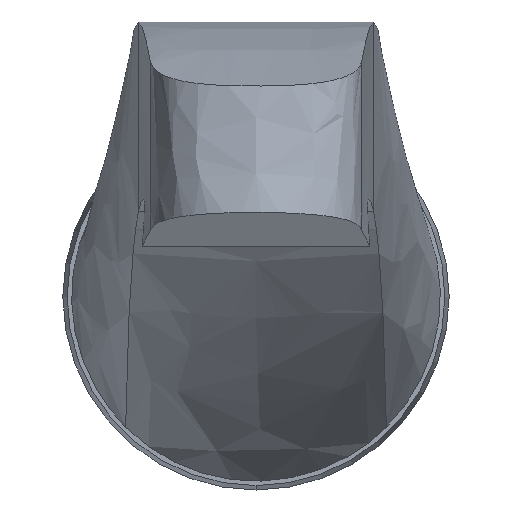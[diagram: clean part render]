
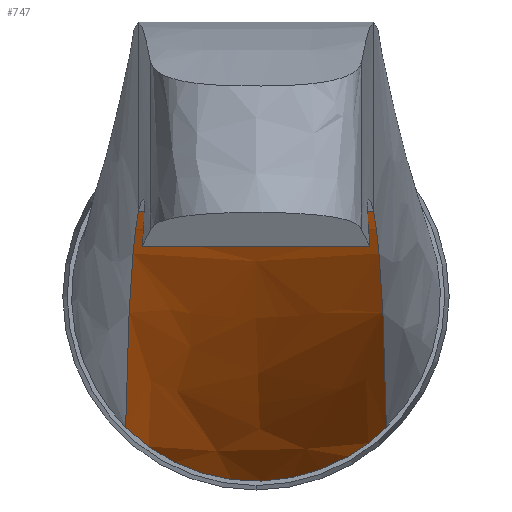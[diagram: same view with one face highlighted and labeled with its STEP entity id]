
A CAD part, top view. The second image highlights one B-rep face of the part: STEP entity #747.
In plain terms, the highlighted free-form (B-spline) face has degree [3, 3] with [15, 5] control points.
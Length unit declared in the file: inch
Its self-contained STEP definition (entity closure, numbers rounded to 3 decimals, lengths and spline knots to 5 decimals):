
#186=CARTESIAN_POINT('',(0.25,0.39692,0.92808));
#188=CARTESIAN_POINT('',(0.25,0.39692,0.92808));
#189=CARTESIAN_POINT('',(0.25,0.35643,0.88758));
#190=CARTESIAN_POINT('',(0.25,0.28075,0.80128));
#191=CARTESIAN_POINT('',(0.25,0.18509,0.65813));
#192=CARTESIAN_POINT('',(0.25,0.10894,0.50371));
#193=CARTESIAN_POINT('',(0.25,0.0536,0.34067));
#194=CARTESIAN_POINT('',(0.25,0.02001,0.17181));
#195=CARTESIAN_POINT('',(0.25,0.00875,0.));
#196=CARTESIAN_POINT('',(0.25,0.02001,-0.17181));
#197=CARTESIAN_POINT('',(0.25,0.0536,-0.34067));
#198=CARTESIAN_POINT('',(0.25,0.10894,-0.50371));
#199=CARTESIAN_POINT('',(0.25,0.18509,-0.65813));
#200=CARTESIAN_POINT('',(0.25,0.28075,-0.80128));
#201=CARTESIAN_POINT('',(0.25,0.35643,-0.88758));
#202=CARTESIAN_POINT('',(0.25,0.39692,-0.92808));
#236=CARTESIAN_POINT('',(0.25,0.39692,-0.92808));
#237=CARTESIAN_POINT('',(0.99744,0.71316,
-0.92335));
#238=CARTESIAN_POINT('',(2.50582,1.34526,-0.90353));
#239=CARTESIAN_POINT('',(4.03338,1.7919,-0.86297));
#240=CARTESIAN_POINT('',(4.8,1.9225,-0.8375));
#242=CARTESIAN_POINT('',(0.25,0.39692,0.92808));
#243=CARTESIAN_POINT('',(0.99744,0.71316,
0.92335));
#244=CARTESIAN_POINT('',(2.50582,1.34526,0.90353));
#245=CARTESIAN_POINT('',(4.03338,1.7919,0.86297));
#246=CARTESIAN_POINT('',(4.8,1.9225,0.8375));
#314=DIRECTION('',(0.,0.,-1.));
#315=VECTOR('',#314,1.675);
#316=CARTESIAN_POINT('',(4.8,1.9225,0.8375));
#317=LINE('',#316,#315);
#448=VERTEX_POINT('',#186);
#449=VERTEX_POINT('',#202);
#452=VERTEX_POINT('',#246);
#453=VERTEX_POINT('',#240);
#663=CARTESIAN_POINT('',(0.20673,0.39447,
0.94365));
#664=CARTESIAN_POINT('',(0.96839,0.71252,
0.94));
#665=CARTESIAN_POINT('',(2.50674,1.35213,0.92137));
#666=CARTESIAN_POINT('',(4.06492,1.80204,0.88006));
#667=CARTESIAN_POINT('',(4.84739,1.93039,0.85371));
#668=CARTESIAN_POINT('',(0.20674,0.34734,
0.89893));
#669=CARTESIAN_POINT('',(0.96821,0.67808,
0.89235));
#670=CARTESIAN_POINT('',(2.50637,1.33827,0.8695));
#671=CARTESIAN_POINT('',(4.06474,1.79918,0.82726));
#672=CARTESIAN_POINT('',(4.8474,1.93058,0.80127));
#673=CARTESIAN_POINT('',(0.20677,0.26474,
0.80798));
#674=CARTESIAN_POINT('',(0.96774,0.61813,
0.7973));
#675=CARTESIAN_POINT('',(2.50538,1.31482,0.76902));
#676=CARTESIAN_POINT('',(4.06426,1.79462,0.7269));
#677=CARTESIAN_POINT('',(4.84743,1.93088,0.70237));
#678=CARTESIAN_POINT('',(0.20682,0.16341,
0.65887));
#679=CARTESIAN_POINT('',(0.96687,0.54531,
0.64576));
#680=CARTESIAN_POINT('',(2.50356,1.28748,0.61567));
#681=CARTESIAN_POINT('',(4.06337,1.78976,0.5779));
#682=CARTESIAN_POINT('',(4.84748,1.9312,0.55707));
#683=CARTESIAN_POINT('',(0.20687,0.08601,
0.50442));
#684=CARTESIAN_POINT('',(0.96605,0.49,
0.49186));
#685=CARTESIAN_POINT('',(2.50185,1.26724,0.46486));
#686=CARTESIAN_POINT('',(4.06253,1.7864,0.43409));
#687=CARTESIAN_POINT('',(4.84754,1.93142,0.41776));
#688=CARTESIAN_POINT('',(0.20691,0.02975,
0.34122));
#689=CARTESIAN_POINT('',(0.96538,0.44997,
0.33152));
#690=CARTESIAN_POINT('',(2.50044,1.25286,0.31135));
#691=CARTESIAN_POINT('',(4.06184,1.78412,0.28969));
#692=CARTESIAN_POINT('',(4.84758,1.93157,0.27849));
#693=CARTESIAN_POINT('',(0.20693,-0.0044,
0.1721));
#694=CARTESIAN_POINT('',(0.96494,0.42572,
0.16684));
#695=CARTESIAN_POINT('',(2.49952,1.24425,0.1561));
#696=CARTESIAN_POINT('',(4.06139,1.78281,0.14493));
#697=CARTESIAN_POINT('',(4.84761,1.93166,0.13924));
#698=CARTESIAN_POINT('',(0.20694,-0.01585,0.));
#699=CARTESIAN_POINT('',(0.96479,0.41761,0.));
#700=CARTESIAN_POINT('',(2.49921,1.24138,0.));
#701=CARTESIAN_POINT('',(4.06124,1.78238,0.));
#702=CARTESIAN_POINT('',(4.84762,1.93169,0.));
#703=CARTESIAN_POINT('',(0.20693,-0.0044,
-0.1721));
#704=CARTESIAN_POINT('',(0.96494,0.42572,
-0.16684));
#705=CARTESIAN_POINT('',(2.49952,1.24425,-0.1561));
#706=CARTESIAN_POINT('',(4.06139,1.78281,-0.14493));
#707=CARTESIAN_POINT('',(4.84761,1.93166,-0.13924));
#708=CARTESIAN_POINT('',(0.20691,0.02975,
-0.34122));
#709=CARTESIAN_POINT('',(0.96538,0.44997,
-0.33152));
#710=CARTESIAN_POINT('',(2.50044,1.25286,-0.31135));
#711=CARTESIAN_POINT('',(4.06184,1.78412,-0.28969));
#712=CARTESIAN_POINT('',(4.84758,1.93157,-0.27849));
#713=CARTESIAN_POINT('',(0.20687,0.08601,
-0.50442));
#714=CARTESIAN_POINT('',(0.96605,0.49,
-0.49186));
#715=CARTESIAN_POINT('',(2.50185,1.26724,-0.46486));
#716=CARTESIAN_POINT('',(4.06253,1.7864,-0.43409));
#717=CARTESIAN_POINT('',(4.84754,1.93142,-0.41776));
#718=CARTESIAN_POINT('',(0.20682,0.16341,
-0.65887));
#719=CARTESIAN_POINT('',(0.96687,0.54531,
-0.64576));
#720=CARTESIAN_POINT('',(2.50356,1.28748,-0.61567));
#721=CARTESIAN_POINT('',(4.06337,1.78976,-0.5779));
#722=CARTESIAN_POINT('',(4.84748,1.9312,-0.55707));
#723=CARTESIAN_POINT('',(0.20677,0.26473,
-0.80796));
#724=CARTESIAN_POINT('',(0.96774,0.61812,
-0.79728));
#725=CARTESIAN_POINT('',(2.50538,1.31481,-0.76899));
#726=CARTESIAN_POINT('',(4.06426,1.79461,-0.72688));
#727=CARTESIAN_POINT('',(4.84743,1.93088,-0.70234));
#728=CARTESIAN_POINT('',(0.20674,0.3473,
-0.89889));
#729=CARTESIAN_POINT('',(0.96821,0.67805,
-0.8923));
#730=CARTESIAN_POINT('',(2.50637,1.33826,-0.86945));
#731=CARTESIAN_POINT('',(4.06474,1.79917,-0.82721));
#732=CARTESIAN_POINT('',(4.8474,1.93058,-0.80122));
#733=CARTESIAN_POINT('',(0.20673,0.39441,
-0.94359));
#734=CARTESIAN_POINT('',(0.96839,0.71248,
-0.93994));
#735=CARTESIAN_POINT('',(2.50674,1.35211,-0.9213));
#736=CARTESIAN_POINT('',(4.06492,1.80203,-0.87999));
#737=CARTESIAN_POINT('',(4.84739,1.93039,-0.85364));
#738=B_SPLINE_SURFACE_WITH_KNOTS('',3,3,((#663,#664,#665,#666,#667),(#668,#669,
#670,#671,#672),(#673,#674,#675,#676,#677),(#678,#679,#680,#681,#682),(#683,
#684,#685,#686,#687),(#688,#689,#690,#691,#692),(#693,#694,#695,#696,#697),
(#698,#699,#700,#701,#702),(#703,#704,#705,#706,#707),(#708,#709,#710,#711,
#712),(#713,#714,#715,#716,#717),(#718,#719,#720,#721,#722),(#723,#724,#725,
#726,#727),(#728,#729,#730,#731,#732),(#733,#734,#735,#736,#737)),.UNSPECIFIED.,
.F.,.F.,.F.,(4,1,1,1,1,1,1,1,1,1,1,1,4),(4,1,4),(-0.01063,
0.08333,0.16667,0.25,0.33333,0.41667,
0.5,0.58333,0.66667,0.75,0.83333,
0.91667,1.01058),(-0.04441,2.30099,
4.64939),.UNSPECIFIED.);
#739=ORIENTED_EDGE('',*,*,#479,.F.);
#741=ORIENTED_EDGE('',*,*,#740,.T.);
#743=ORIENTED_EDGE('',*,*,#742,.T.);
#744=ORIENTED_EDGE('',*,*,#655,.F.);
#745=EDGE_LOOP('',(#739,#741,#743,#744));
#746=FACE_OUTER_BOUND('',#745,.F.);
#203=B_SPLINE_CURVE_WITH_KNOTS('',3,(#188,#189,#190,#191,#192,#193,#194,#195,
#196,#197,#198,#199,#200,#201,#202),.UNSPECIFIED.,.F.,.F.,(4,1,1,1,1,1,1,1,1,1,
1,1,4),(0.,0.08333,0.16667,0.25,0.33333,
0.41667,0.5,0.58333,0.66667,0.75,
0.83333,0.91667,1.),.UNSPECIFIED.);
#241=B_SPLINE_CURVE_WITH_KNOTS('',3,(#236,#237,#238,#239,#240),.UNSPECIFIED.,
.F.,.F.,(4,1,4),(0.,0.5,1.),.UNSPECIFIED.);
#247=B_SPLINE_CURVE_WITH_KNOTS('',3,(#242,#243,#244,#245,#246),.UNSPECIFIED.,
.F.,.F.,(4,1,4),(0.,0.5,1.),.UNSPECIFIED.);
#479=EDGE_CURVE('',#448,#449,#203,.T.);
#655=EDGE_CURVE('',#449,#453,#241,.T.);
#740=EDGE_CURVE('',#448,#452,#247,.T.);
#742=EDGE_CURVE('',#452,#453,#317,.T.);
#747=ADVANCED_FACE('',(#746),#738,.T.);
